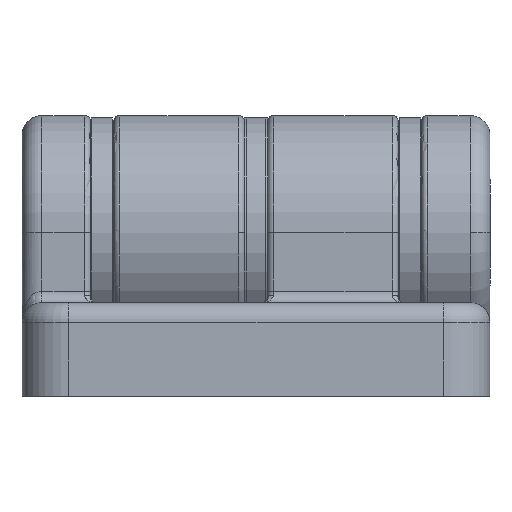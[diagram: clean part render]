
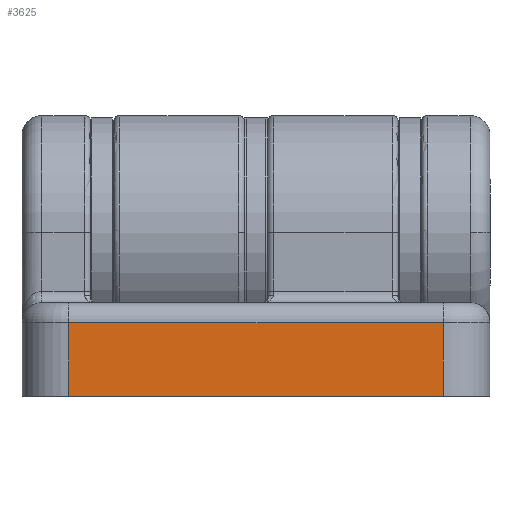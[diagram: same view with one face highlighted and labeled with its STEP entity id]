
A CAD part, left-side view. The second image highlights one B-rep face of the part: STEP entity #3625.
In plain terms, the highlighted planar face has unit normal (-1, 0, 0).
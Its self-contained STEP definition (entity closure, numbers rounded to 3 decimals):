
#21 = EDGE_CURVE ( 'NONE', #3333, #3372, #58, .T. ) ;
#58 = LINE ( 'NONE', #1981, #2334 ) ;
#325 = CARTESIAN_POINT ( 'NONE',  ( -40., -14., -20. ) ) ;
#449 = CARTESIAN_POINT ( 'NONE',  ( -40., -7.69, -20. ) ) ;
#761 = DIRECTION ( 'NONE',  ( 0., 0., 1. ) ) ;
#829 = PLANE ( 'NONE',  #3664 ) ;
#867 = CARTESIAN_POINT ( 'NONE',  ( -40., -7.69, 16. ) ) ;
#1043 = EDGE_CURVE ( 'NONE', #3333, #4789, #1308, .T. ) ;
#1308 = LINE ( 'NONE', #325, #5215 ) ;
#1640 = EDGE_LOOP ( 'NONE', ( #5620, #5846, #3813, #2042 ) ) ;
#1917 = CARTESIAN_POINT ( 'NONE',  ( -40., -14., -16. ) ) ;
#1981 = CARTESIAN_POINT ( 'NONE',  ( -40., -6., 16. ) ) ;
#2011 = CARTESIAN_POINT ( 'NONE',  ( -40., -14., 16. ) ) ;
#2042 = ORIENTED_EDGE ( 'NONE', *, *, #1043, .F. ) ;
#2334 = VECTOR ( 'NONE', #2400, 1000. ) ;
#2400 = DIRECTION ( 'NONE',  ( 0., 1., 0. ) ) ;
#3163 = DIRECTION ( 'NONE',  ( -1., 0., 0. ) ) ;
#3235 = LINE ( 'NONE', #3713, #4662 ) ;
#3333 = VERTEX_POINT ( 'NONE', #2011 ) ;
#3372 = VERTEX_POINT ( 'NONE', #867 ) ;
#3524 = CARTESIAN_POINT ( 'NONE',  ( -40., -7.69, -16. ) ) ;
#3625 = ADVANCED_FACE ( 'NONE', ( #4965 ), #829, .T. ) ;
#3664 = AXIS2_PLACEMENT_3D ( 'NONE', #5045, #3163, #761 ) ;
#3713 = CARTESIAN_POINT ( 'NONE',  ( -40., -6., -16. ) ) ;
#3813 = ORIENTED_EDGE ( 'NONE', *, *, #5564, .F. ) ;
#4201 = DIRECTION ( 'NONE',  ( 0., 0., -1. ) ) ;
#4662 = VECTOR ( 'NONE', #5617, 1000. ) ;
#4789 = VERTEX_POINT ( 'NONE', #1917 ) ;
#4965 = FACE_OUTER_BOUND ( 'NONE', #1640, .T. ) ;
#4999 = VERTEX_POINT ( 'NONE', #3524 ) ;
#5045 = CARTESIAN_POINT ( 'NONE',  ( -40., -6., -20. ) ) ;
#5215 = VECTOR ( 'NONE', #6040, 1000. ) ;
#5219 = VECTOR ( 'NONE', #4201, 1000. ) ;
#5373 = EDGE_CURVE ( 'NONE', #3372, #4999, #6069, .T. ) ;
#5564 = EDGE_CURVE ( 'NONE', #4789, #4999, #3235, .T. ) ;
#5617 = DIRECTION ( 'NONE',  ( 0., 1., 0. ) ) ;
#5620 = ORIENTED_EDGE ( 'NONE', *, *, #21, .T. ) ;
#5846 = ORIENTED_EDGE ( 'NONE', *, *, #5373, .T. ) ;
#6040 = DIRECTION ( 'NONE',  ( 0., 0., -1. ) ) ;
#6069 = LINE ( 'NONE', #449, #5219 ) ;
